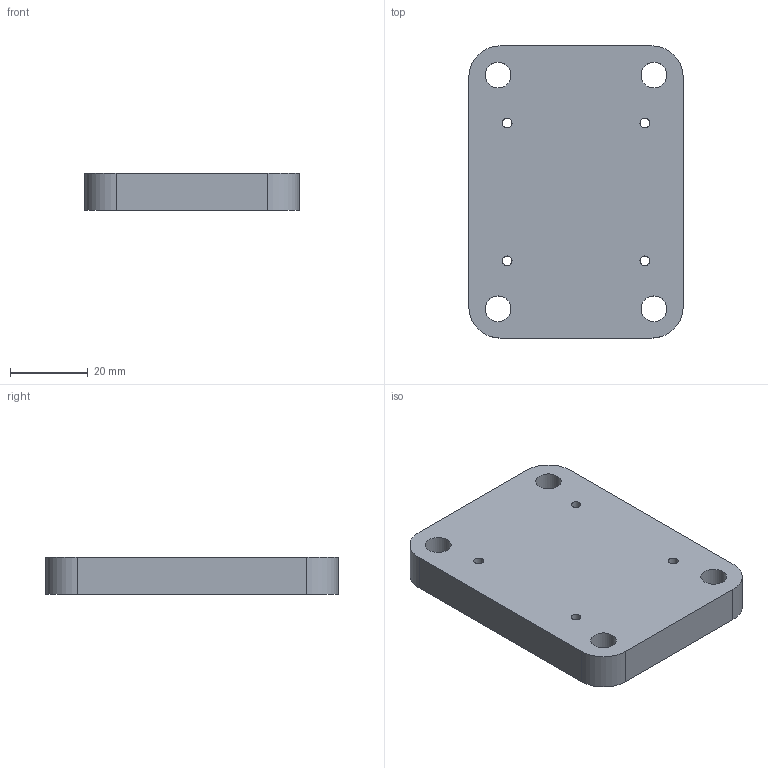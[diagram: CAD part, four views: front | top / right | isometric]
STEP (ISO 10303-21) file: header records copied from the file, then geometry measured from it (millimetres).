
FILE_DESCRIPTION(/* description */ ('STEP AP242','CAx-IF Rec.Pracs.---Representation and Presentation of Product Manufacturing Information (PMI)---4.0---2014-10-13','CAx-IF Rec.Pracs.---3D Tessellated Geometry---0.4---2014-09-14','2;1'),/* implementation_level */ '2;1');
FILE_NAME(/* name */ '68e796356dc3070d2918ef8c',/* time_stamp */ '2025-10-09T11:02:14Z',/* author */ (''),/* organization */ (''),/* preprocessor_version */ 'ST-DEVELOPER v20',/* originating_system */ 'ONSHAPE BY PTC INC, 1.204',/* authorisation */ ' ');
FILE_SCHEMA (('AP242_MANAGED_MODEL_BASED_3D_ENGINEERING_MIM_LF { 1 0 10303 442 1 1 4 }'));
Length unit declared in the file: metre
Products named in the file (1): CATHODE_PLATE_TI
Bounding box: 55 x 75 x 9.72 mm (x, y, z)
Volume: 33404.8 mm3; surface area: 13559.5 mm2
Topology: 1 solids, 1 shells, 89 faces, 262 edges, 174 vertices
Faces by surface type: cylinder 48, plane 41
Full cylindrical faces by diameter (mm): 1 x2, 1.5 x2, 2.5 x7, 4.5 x1, 6.5 x2, 6.6 x4, 22 x1, 38 x1
Entity records: 2865 total; most frequent: CARTESIAN_POINT 551, DIRECTION 486, ORIENTED_EDGE 450, EDGE_CURVE 225, AXIS2_PLACEMENT_3D 189, VERTEX_POINT 159, EDGE_LOOP 134, FACE_BOUND 134
